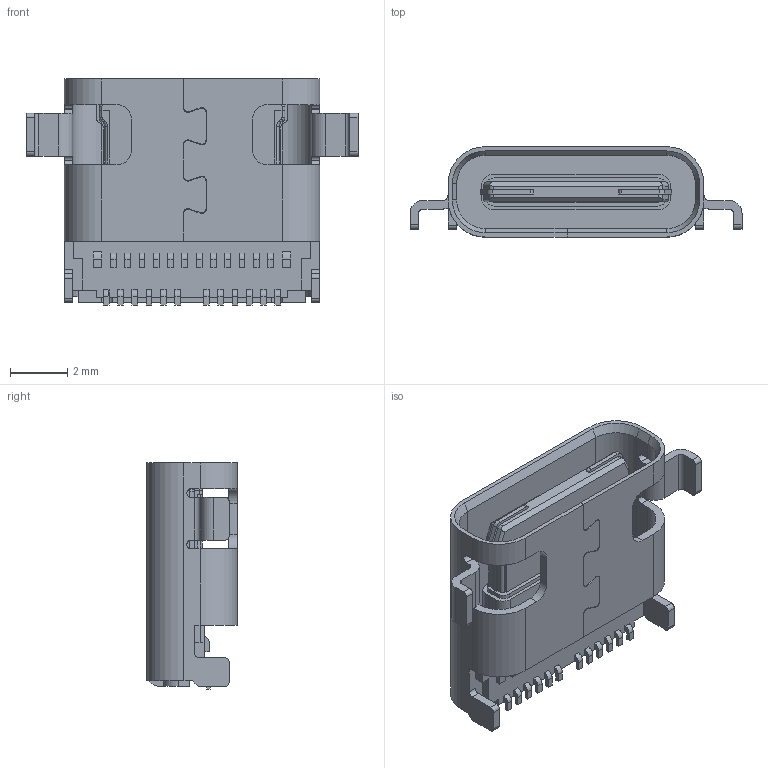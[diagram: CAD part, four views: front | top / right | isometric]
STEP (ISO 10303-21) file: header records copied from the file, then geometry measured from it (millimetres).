
FILE_DESCRIPTION((''),'2;1');
FILE_NAME('1054550101','2017-09-01T',('ghp'),(''),'PRO/ENGINEER BY PARAMETRIC TECHNOLOGY CORPORATION, 2012310','PRO/ENGINEER BY PARAMETRIC TECHNOLOGY CORPORATION, 2012310','');
FILE_SCHEMA(('CONFIG_CONTROL_DESIGN'));
Length unit declared in the file: millimetre
Products named in the file (1): 1054550101
Bounding box: 11.6 x 3.16 x 7.9 mm (x, y, z)
Volume: 111 mm3; surface area: 402.7 mm2
Topology: 1 solids, 1 shells, 550 faces, 1682 edges, 1151 vertices
Faces by surface type: plane 351, cylinder 179, bspline 10, torus 6, cone 4
Entity records: 18829 total; most frequent: CARTESIAN_POINT 3572, DIRECTION 3118, ORIENTED_EDGE 3108, EDGE_CURVE 1554, VECTOR 1276, LINE 1276, VERTEX_POINT 1023, AXIS2_PLACEMENT_3D 921
